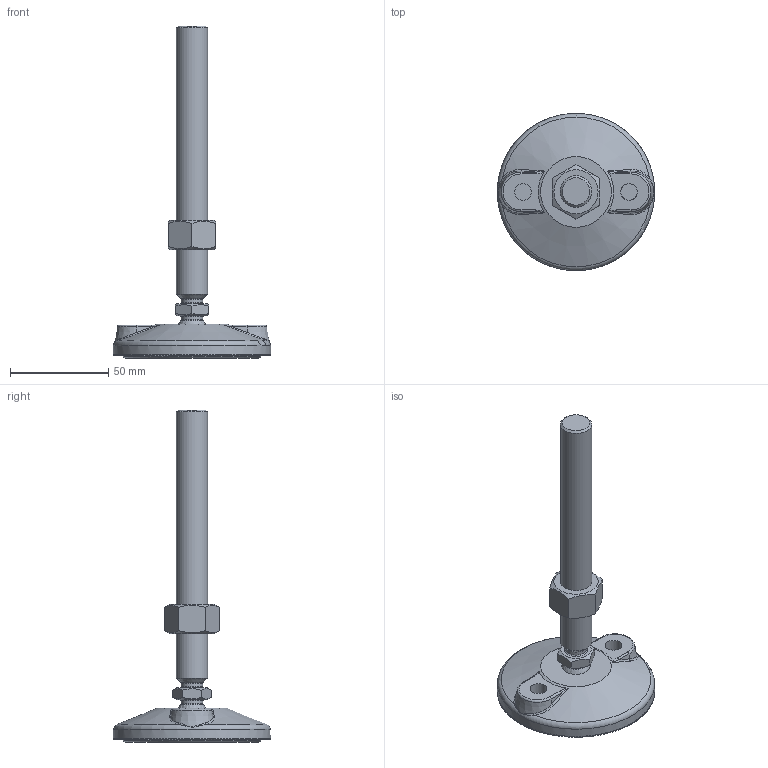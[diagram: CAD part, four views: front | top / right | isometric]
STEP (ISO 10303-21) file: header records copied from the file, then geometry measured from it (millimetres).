
FILE_DESCRIPTION((''),'2;1');
FILE_NAME('418016_1.stp','2014-02-13T17:19:46',('AlitecKK'),(''),'Autodesk Inventor 2011','Autodesk Inventor 2011','');
FILE_SCHEMA(('AUTOMOTIVE_DESIGN { 1 0 10303 214 1 1 1 1 }'));
Length unit declared in the file: millimetre
Products named in the file (5): 418016_1; 418008-1; 408008-3; Dřík M16x162; ISO4032_M16
Assembly tree (4 placements, depth 2):
  418016_1
    418008-1
    408008-3
    Dřík M16x162
    ISO4032_M16
Bounding box: 80 x 80 x 169.01 mm (x, y, z)
Volume: 61230.8 mm3; surface area: 37733.3 mm2
Topology: 3 solids, 4 shells, 1110 faces, 3052 edges, 1805 vertices
Faces by surface type: plane 993, cylinder 57, cone 27, bspline 14, sphere 10, torus 9
Full cylindrical faces by diameter (mm): 8 x2, 8.5 x2, 11 x2, 13.835 x1, 15 x1, 16 x2, 36 x1, 70 x1, 80 x1
Entity records: 35678 total; most frequent: CARTESIAN_POINT 6759, DIRECTION 5768, ORIENTED_EDGE 5570, EDGE_CURVE 3020, VECTOR 2294, LINE 2294, VERTEX_POINT 1796, AXIS2_PLACEMENT_3D 1737
